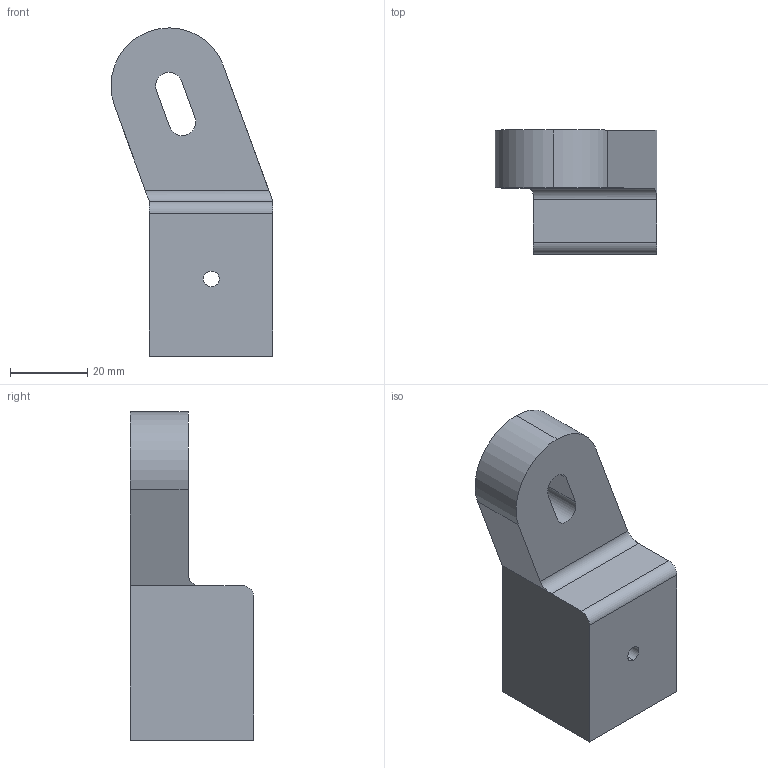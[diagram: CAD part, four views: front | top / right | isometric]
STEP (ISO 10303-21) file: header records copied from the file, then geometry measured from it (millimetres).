
FILE_DESCRIPTION (( 'STEP AP203' ), '1' );
FILE_NAME ('slot_Default_sldprt.STEP', '2021-12-16T05:30:11', ( '' ), ( '' ), 'SwSTEP 2.0', 'SolidWorks 2020', '' );
FILE_SCHEMA (( 'CONFIG_CONTROL_DESIGN' ));
Length unit declared in the file: millimetre
Products named in the file (1): slot_Default_sldprt
Bounding box: 41.95 x 32 x 85.04 mm (x, y, z)
Volume: 46900.6 mm3; surface area: 13816.9 mm2
Topology: 1 solids, 1 shells, 27 faces, 70 edges, 46 vertices
Faces by surface type: plane 16, cylinder 11
Entity records: 917 total; most frequent: CARTESIAN_POINT 150, DIRECTION 144, ORIENTED_EDGE 140, EDGE_CURVE 70, VECTOR 48, AXIS2_PLACEMENT_3D 48, LINE 48, VERTEX_POINT 46
